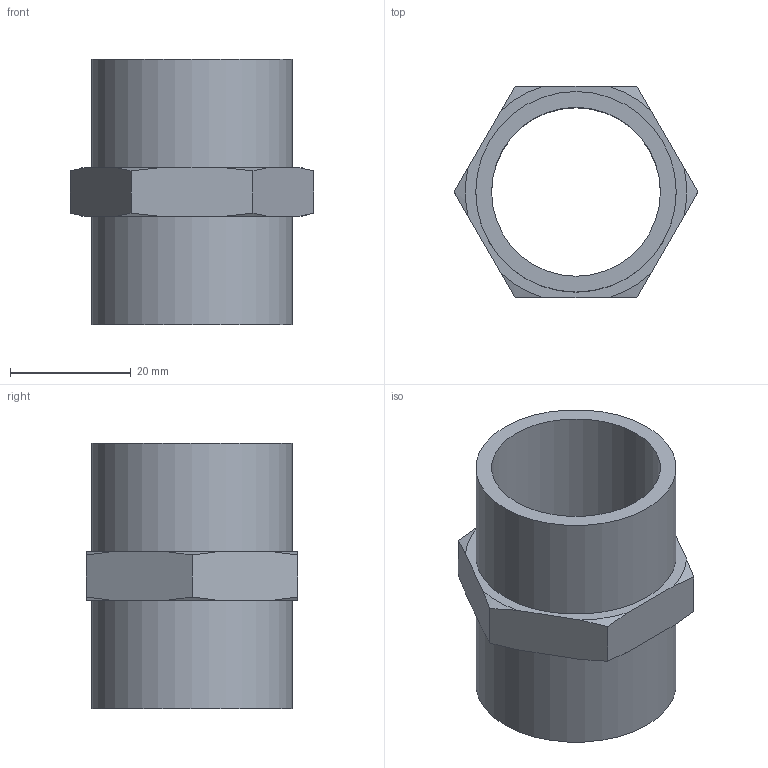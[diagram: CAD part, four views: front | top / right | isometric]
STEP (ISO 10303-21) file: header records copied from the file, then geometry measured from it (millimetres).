
FILE_DESCRIPTION(/* description */ (''),/* implementation_level */ '2;1');
FILE_NAME(/* name */ '51022 Doppelnippel 1 Zoll_silber.stp',/* time_stamp */ '2015-05-18T11:10:10+02:00',/* author */ ('guzb562'),/* organization */ (''),/* preprocessor_version */ 'ST-DEVELOPER v15.6',/* originating_system */ 'Autodesk Inventor 2015',/* authorisation */ '9981,9 mm^3');
FILE_SCHEMA (('AUTOMOTIVE_DESIGN { 1 0 10303 214 3 1 1 }'));
Length unit declared in the file: millimetre
Products named in the file (1): 51022 Doppelnippel 1 Zoll_silber
Bounding box: 40.41 x 35.01 x 44 mm (x, y, z)
Volume: 12621.7 mm3; surface area: 9469 mm2
Topology: 1 solids, 1 shells, 230 faces, 613 edges, 409 vertices
Faces by surface type: plane 133, bspline 78, cone 12, cylinder 7
Full cylindrical faces by diameter (mm): 28 x1, 33.24 x2
Entity records: 7940 total; most frequent: CARTESIAN_POINT 2728, ORIENTED_EDGE 1218, DIRECTION 761, EDGE_CURVE 609, VERTEX_POINT 408, LINE 403, VECTOR 403, EDGE_LOOP 259
